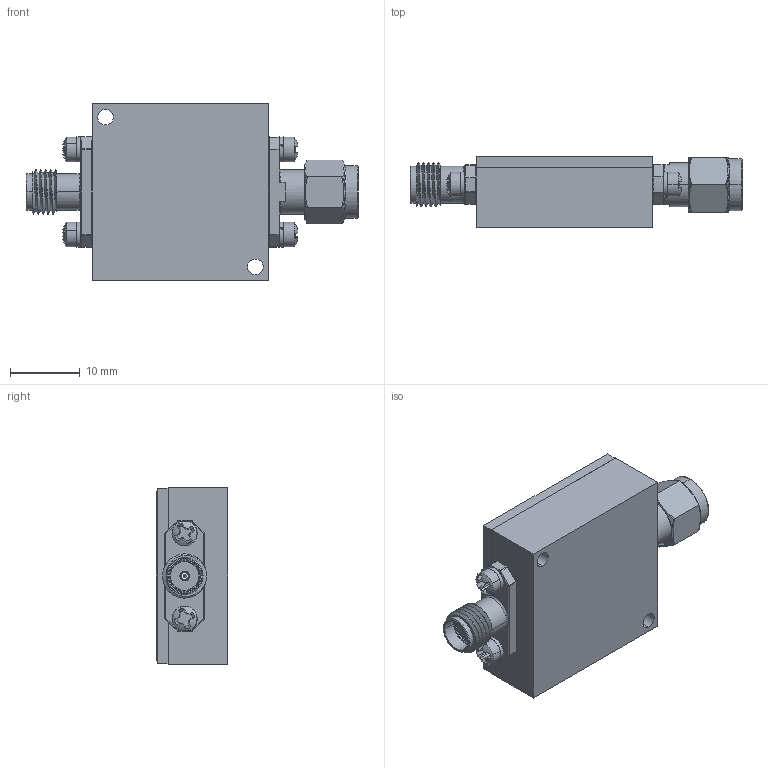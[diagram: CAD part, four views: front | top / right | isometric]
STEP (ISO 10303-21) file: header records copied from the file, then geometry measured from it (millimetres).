
FILE_DESCRIPTION (( 'STEP AP214' ), '1' );
FILE_NAME ('LM-0118-10-1W-SHS-2-FM-ROHS.STEP', '2024-11-05T16:07:38', ( '' ), ( '' ), 'SwSTEP 2.0', 'SolidWorks 2024', '' );
FILE_SCHEMA (( 'AUTOMOTIVE_DESIGN' ));
Length unit declared in the file: inch
Products named in the file (1): LM-0118-10-1W-SHS-2-FM-ROHS
Bounding box: 47.68 x 10.29 x 25.3 mm (x, y, z)
Surface area: 4591.1 mm2 (no closed solid volume)
Topology: 0 solids, 18 shells, 640 faces, 2955 edges, 2468 vertices
Faces by surface type: plane 352, cylinder 124, torus 58, bspline 46, cone 42, sphere 18
Entity records: 38820 total; most frequent: CARTESIAN_POINT 15274, ORIENTED_EDGE 5607, DIRECTION 3927, EDGE_CURVE 2941, VERTEX_POINT 2468, VECTOR 1521, LINE 1521, AXIS2_PLACEMENT_3D 1203
